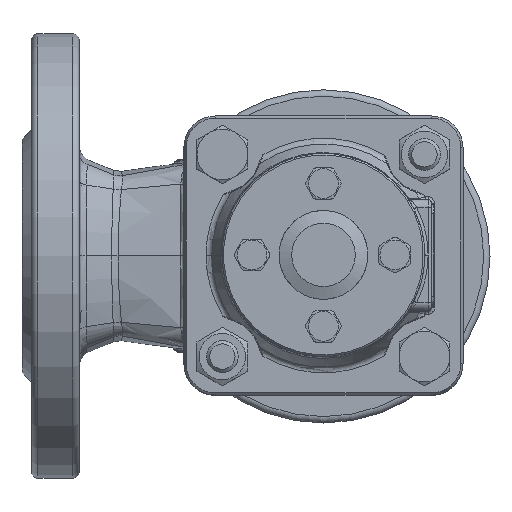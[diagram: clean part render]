
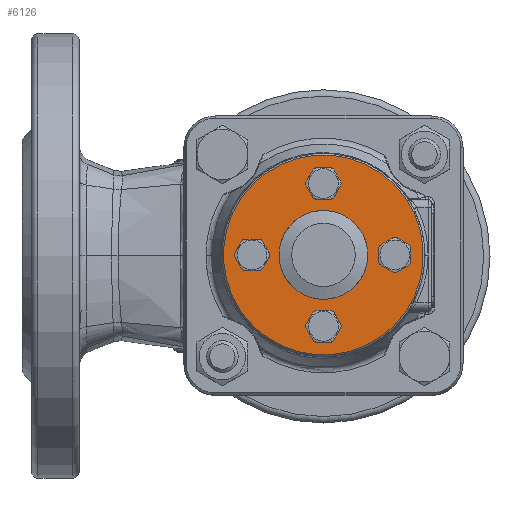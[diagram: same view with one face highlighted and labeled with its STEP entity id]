
A CAD part, top view. The second image highlights one B-rep face of the part: STEP entity #6126.
In plain terms, the highlighted planar face has unit normal (0, 0, 1).
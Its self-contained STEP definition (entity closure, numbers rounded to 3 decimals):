
#5890=CARTESIAN_POINT('',(22.274,-22.274,191.5));
#5891=VERTEX_POINT('',#5890);
#5892=CARTESIAN_POINT('',(-22.274,22.274,191.5));
#5893=VERTEX_POINT('',#5892);
#5894=CARTESIAN_POINT('',(0.,-0.,191.5));
#5895=DIRECTION('',(0.,-0.,1.));
#5896=DIRECTION('',(-0.707,0.707,0.));
#5897=AXIS2_PLACEMENT_3D('',#5894,#5895,#5896);
#5898=CIRCLE('',#5897,31.5);
#5899=EDGE_CURVE('NONE',#5891,#5893,#5898,.T.);
#5901=CARTESIAN_POINT('',(0.,-0.,191.5));
#5902=DIRECTION('',(0.,-0.,1.));
#5903=DIRECTION('',(-0.707,0.707,0.));
#5904=AXIS2_PLACEMENT_3D('',#5901,#5902,#5903);
#5905=CIRCLE('',#5904,31.5);
#5906=EDGE_CURVE('NONE',#5893,#5891,#5905,.T.);
#5962=CARTESIAN_POINT('',(9.899,-9.899,191.5));
#5963=VERTEX_POINT('',#5962);
#5964=CARTESIAN_POINT('',(-9.899,9.899,191.5));
#5965=VERTEX_POINT('',#5964);
#5966=CARTESIAN_POINT('',(0.,-0.,191.5));
#5967=DIRECTION('',(-0.,0.,-1.));
#5968=DIRECTION('',(-0.707,0.707,0.));
#5969=AXIS2_PLACEMENT_3D('',#5966,#5967,#5968);
#5970=CIRCLE('',#5969,14.);
#5971=EDGE_CURVE('NONE',#5963,#5965,#5970,.T.);
#5973=CARTESIAN_POINT('',(0.,-0.,191.5));
#5974=DIRECTION('',(-0.,0.,-1.));
#5975=DIRECTION('',(-0.707,0.707,0.));
#5976=AXIS2_PLACEMENT_3D('',#5973,#5974,#5975);
#5977=CIRCLE('',#5976,14.);
#5978=EDGE_CURVE('NONE',#5965,#5963,#5977,.T.);
#6113=CARTESIAN_POINT('',(-22.627,-22.627,191.5));
#6114=DIRECTION('',(-0.,0.,-1.));
#6115=DIRECTION('',(-0.707,0.707,0.));
#6116=AXIS2_PLACEMENT_3D('',#6113,#6114,#6115);
#6117=PLANE('',#6116);
#6118=ORIENTED_EDGE('',*,*,#5906,.T.);
#6119=ORIENTED_EDGE('',*,*,#5899,.T.);
#6120=EDGE_LOOP('',(#6118,#6119));
#6121=FACE_BOUND('',#6120,.T.);
#6122=ORIENTED_EDGE('',*,*,#5978,.T.);
#6123=ORIENTED_EDGE('',*,*,#5971,.T.);
#6124=EDGE_LOOP('',(#6122,#6123));
#6125=FACE_BOUND('',#6124,.T.);
#6126=ADVANCED_FACE('NONE',(#6121,#6125),#6117,.F.);
